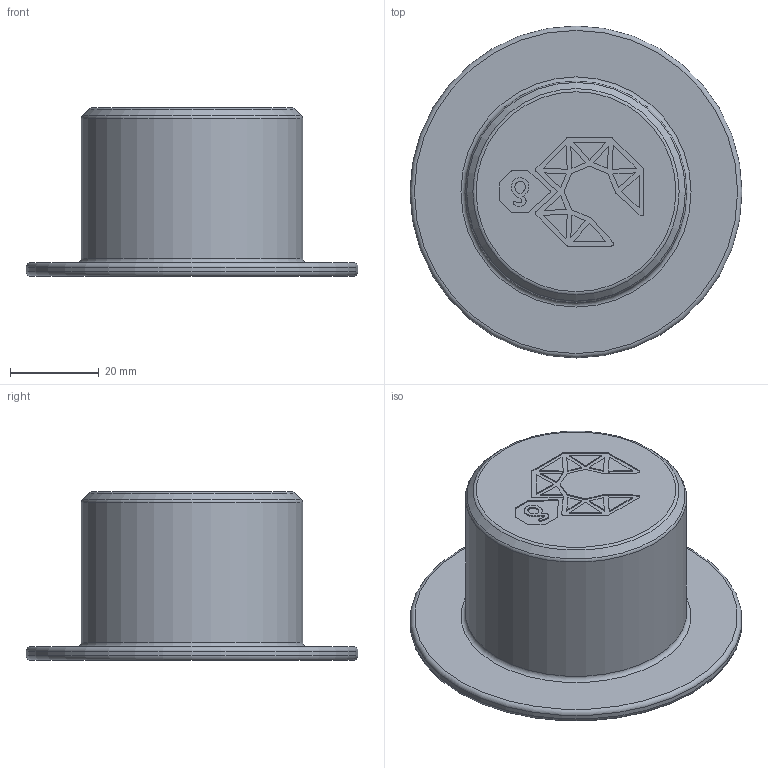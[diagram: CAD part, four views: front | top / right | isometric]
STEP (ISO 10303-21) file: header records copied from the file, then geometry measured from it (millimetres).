
FILE_DESCRIPTION(/* description */ (''),/* implementation_level */ '2;1');
FILE_NAME(/* name */ 'K8800-SM.stp',/* time_stamp */ '2017-11-30T10:24:46+01:00',/* author */ ('jange'),/* organization */ (''),/* preprocessor_version */ 'ST-DEVELOPER v17',/* originating_system */ 'Autodesk Inventor 2018',/* authorisation */ '');
FILE_SCHEMA (('AUTOMOTIVE_DESIGN { 1 0 10303 214 3 1 1 }'));
Length unit declared in the file: millimetre
Products named in the file (1): K8800-SH
Bounding box: 75 x 75 x 38 mm (x, y, z)
Volume: 29422.8 mm3; surface area: 29942.9 mm2
Topology: 1 solids, 1 shells, 321 faces, 901 edges, 600 vertices
Faces by surface type: plane 140, bspline 125, cylinder 26, cone 25, torus 5
Full cylindrical faces by diameter (mm): 50 x1, 75 x1
Entity records: 11143 total; most frequent: CARTESIAN_POINT 3664, ORIENTED_EDGE 1802, DIRECTION 1112, EDGE_CURVE 901, VERTEX_POINT 600, LINE 536, VECTOR 536, EDGE_LOOP 339
